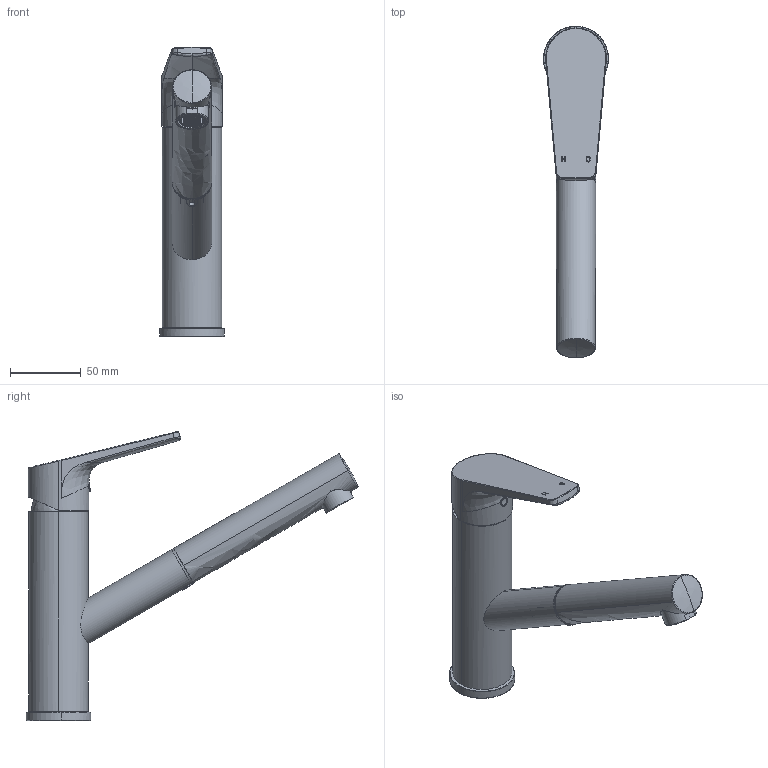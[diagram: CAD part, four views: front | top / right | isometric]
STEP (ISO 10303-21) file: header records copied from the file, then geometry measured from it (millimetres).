
FILE_DESCRIPTION(/* description */ (''),/* implementation_level */ '2;1');
FILE_NAME(/* name */ 'STEP - A075032424_9508813',/* time_stamp */ '2025-03-18T15:54:17+11:00',/* author */ (''),/* organization */ (''),/* preprocessor_version */ 'ST-DEVELOPER v16.5',/* originating_system */ 'Rhino 7.37',/* authorisation */ '');
FILE_SCHEMA (('AUTOMOTIVE_DESIGN'));
Length unit declared in the file: millimetre
Products named in the file (1): Document
Bounding box: 46 x 235 x 204.62 mm (x, y, z)
Volume: 75916.6 mm3; surface area: 126408.1 mm2
Topology: 13 solids, 219 shells, 3338 faces, 12927 edges, 8564 vertices
Faces by surface type: cylinder 1679, plane 1186, bspline 473
Full cylindrical faces by diameter (mm): 0.4 x16
Entity records: 161529 total; most frequent: CARTESIAN_POINT 86063, ORIENTED_EDGE 21540, EDGE_CURVE 12752, B_SPLINE_CURVE_WITH_KNOTS 11610, VERTEX_POINT 8499, EDGE_LOOP 4456, ADVANCED_FACE 3248, FACE_OUTER_BOUND 3248
